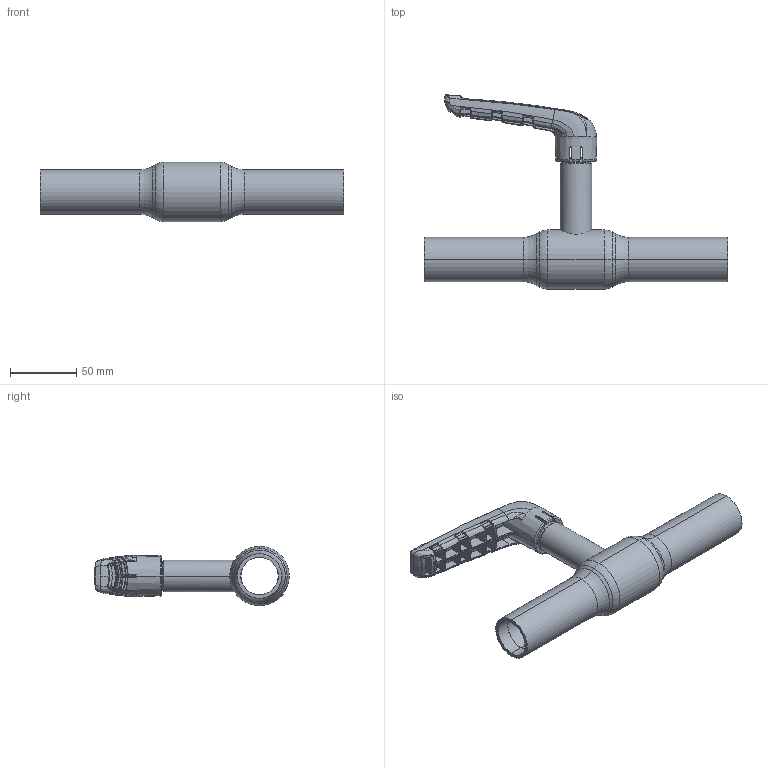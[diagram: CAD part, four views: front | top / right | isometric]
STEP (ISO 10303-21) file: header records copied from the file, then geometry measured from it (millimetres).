
FILE_DESCRIPTION (( 'STEP AP214' ), '1' );
FILE_NAME ('1025003001-xxxx.step', '2019-05-10T10:47:50', ( '' ), ( '' ), 'SwSTEP 2.0', 'SolidWorks 2017', '' );
FILE_SCHEMA (( 'AUTOMOTIVE_DESIGN' ));
Length unit declared in the file: millimetre
Products named in the file (1): 1025003001-xxxx
Bounding box: 230 x 147.31 x 45 mm (x, y, z)
Surface area: 61369.5 mm2 (no closed solid volume)
Topology: 0 solids, 7 shells, 648 faces, 2142 edges, 1400 vertices
Faces by surface type: bspline 525, plane 45, cylinder 36, cone 19, torus 17, sphere 6
Entity records: 52247 total; most frequent: CARTESIAN_POINT 31720, ORIENTED_EDGE 3415, EDGE_CURVE 2132, B_SPLINE_CURVE_WITH_KNOTS 1537, VERTEX_POINT 1396, DIRECTION 1310, EDGE_LOOP 663, UNCERTAINTY_MEASURE_WITH_UNIT 650
